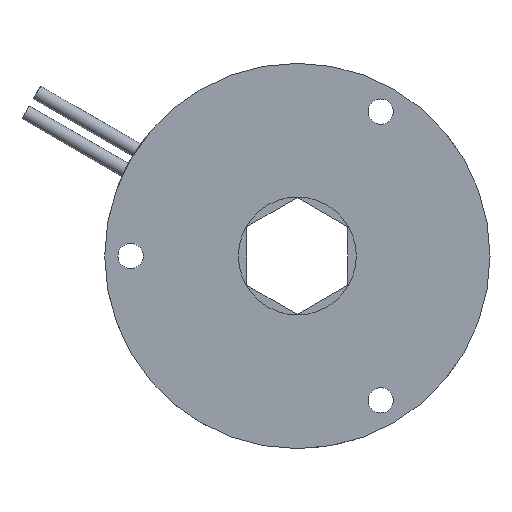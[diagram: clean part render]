
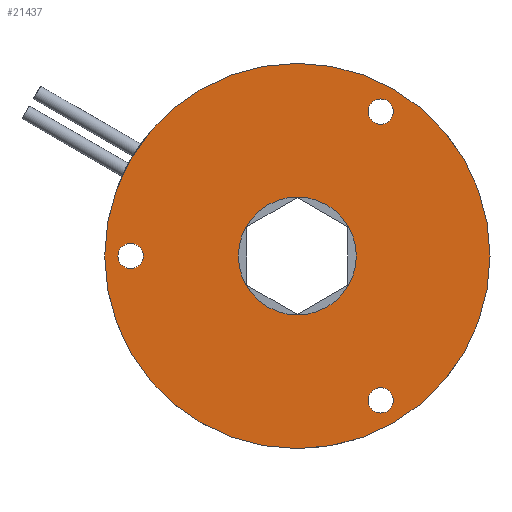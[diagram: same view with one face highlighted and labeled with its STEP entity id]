
A CAD part, left-side view. The second image highlights one B-rep face of the part: STEP entity #21437.
In plain terms, the highlighted planar face has unit normal (-1, 0, 0).
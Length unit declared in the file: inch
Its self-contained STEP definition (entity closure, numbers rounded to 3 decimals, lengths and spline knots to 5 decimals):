
#1 = DIRECTION ( 'NONE',  ( 1., 0., 0. ) ) ;
#168 = CARTESIAN_POINT ( 'NONE',  ( 0., 0., 0. ) ) ;
#317 = VERTEX_POINT ( 'NONE', #3985 ) ;
#565 = AXIS2_PLACEMENT_3D ( 'NONE', #32126, #14405, #29575 ) ;
#593 = ORIENTED_EDGE ( 'NONE', *, *, #22178, .T. ) ;
#740 = DIRECTION ( 'NONE',  ( 1., 0., 0. ) ) ;
#1531 = ORIENTED_EDGE ( 'NONE', *, *, #7339, .F. ) ;
#1568 = DIRECTION ( 'NONE',  ( 1., 0., 0. ) ) ;
#2580 = DIRECTION ( 'NONE',  ( 1., 0., 0. ) ) ;
#3041 = VERTEX_POINT ( 'NONE', #32835 ) ;
#3511 = AXIS2_PLACEMENT_3D ( 'NONE', #19343, #1568, #16799 ) ;
#3630 = AXIS2_PLACEMENT_3D ( 'NONE', #16567, #29073, #13912 ) ;
#3985 = CARTESIAN_POINT ( 'NONE',  ( 0., -0.72825, 1.15087 ) ) ;
#3992 = VERTEX_POINT ( 'NONE', #16418 ) ;
#5121 = CARTESIAN_POINT ( 'NONE',  ( 0., -0.72825, -1.26137 ) ) ;
#5684 = AXIS2_PLACEMENT_3D ( 'NONE', #21210, #24190, #7178 ) ;
#5869 = CIRCLE ( 'NONE', #3630, 0.515 ) ;
#6587 = ORIENTED_EDGE ( 'NONE', *, *, #21399, .T. ) ;
#6799 = DIRECTION ( 'NONE',  ( -1., 0., 0. ) ) ;
#7178 = DIRECTION ( 'NONE',  ( 0., 0., -1. ) ) ;
#7339 = EDGE_CURVE ( 'NONE', #22397, #26767, #5869, .T. ) ;
#7362 = FACE_BOUND ( 'NONE', #22229, .T. ) ;
#7944 = AXIS2_PLACEMENT_3D ( 'NONE', #23431, #1, #23860 ) ;
#8157 = AXIS2_PLACEMENT_3D ( 'NONE', #22010, #6799, #24549 ) ;
#8862 = CIRCLE ( 'NONE', #15489, 1.6825 ) ;
#9477 = DIRECTION ( 'NONE',  ( 1., 0., 0. ) ) ;
#9815 = VERTEX_POINT ( 'NONE', #22074 ) ;
#9979 = EDGE_LOOP ( 'NONE', ( #15565, #30664 ) ) ;
#10197 = VERTEX_POINT ( 'NONE', #14199 ) ;
#10319 = CIRCLE ( 'NONE', #12907, 0.1105 ) ;
#11649 = VERTEX_POINT ( 'NONE', #11884 ) ;
#11884 = CARTESIAN_POINT ( 'NONE',  ( 0., 1.4565, 0.1105 ) ) ;
#12060 = CARTESIAN_POINT ( 'NONE',  ( 0., -0.72825, 1.26137 ) ) ;
#12161 = CIRCLE ( 'NONE', #27738, 0.1105 ) ;
#12480 = AXIS2_PLACEMENT_3D ( 'NONE', #168, #15439, #30604 ) ;
#12749 = CARTESIAN_POINT ( 'NONE',  ( 0., 0., -0.515 ) ) ;
#12907 = AXIS2_PLACEMENT_3D ( 'NONE', #12060, #9477, #24667 ) ;
#13760 = EDGE_CURVE ( 'NONE', #317, #28385, #17979, .T. ) ;
#13823 = EDGE_LOOP ( 'NONE', ( #6587, #30642 ) ) ;
#13912 = DIRECTION ( 'NONE',  ( 0., 0., 1. ) ) ;
#14160 = FACE_BOUND ( 'NONE', #13823, .T. ) ;
#14199 = CARTESIAN_POINT ( 'NONE',  ( 0., -0.72825, -1.37187 ) ) ;
#14288 = EDGE_CURVE ( 'NONE', #11649, #3992, #12161, .T. ) ;
#14405 = DIRECTION ( 'NONE',  ( 1., 0., 0. ) ) ;
#14897 = DIRECTION ( 'NONE',  ( 0., 0., 1. ) ) ;
#14963 = FACE_OUTER_BOUND ( 'NONE', #9979, .T. ) ;
#15015 = ORIENTED_EDGE ( 'NONE', *, *, #17961, .T. ) ;
#15411 = ORIENTED_EDGE ( 'NONE', *, *, #19457, .T. ) ;
#15438 = EDGE_LOOP ( 'NONE', ( #15015, #593 ) ) ;
#15439 = DIRECTION ( 'NONE',  ( -1., 0., 0. ) ) ;
#15478 = CIRCLE ( 'NONE', #27169, 0.1105 ) ;
#15489 = AXIS2_PLACEMENT_3D ( 'NONE', #27494, #27199, #14897 ) ;
#15565 = ORIENTED_EDGE ( 'NONE', *, *, #25742, .T. ) ;
#15994 = CARTESIAN_POINT ( 'NONE',  ( 0., 1.4565, 0. ) ) ;
#16418 = CARTESIAN_POINT ( 'NONE',  ( 0., 1.4565, -0.1105 ) ) ;
#16567 = CARTESIAN_POINT ( 'NONE',  ( 0., 0., 0. ) ) ;
#16799 = DIRECTION ( 'NONE',  ( 0., -0.866, 0.5 ) ) ;
#17205 = EDGE_CURVE ( 'NONE', #26767, #22397, #19268, .T. ) ;
#17804 = DIRECTION ( 'NONE',  ( 0., -0.866, 0.5 ) ) ;
#17961 = EDGE_CURVE ( 'NONE', #10197, #18920, #25824, .T. ) ;
#17979 = CIRCLE ( 'NONE', #7944, 0.1105 ) ;
#18510 = DIRECTION ( 'NONE',  ( 0., 0., -1. ) ) ;
#18607 = CARTESIAN_POINT ( 'NONE',  ( 0., -0.72825, -1.15087 ) ) ;
#18790 = EDGE_CURVE ( 'NONE', #9815, #3041, #26346, .T. ) ;
#18920 = VERTEX_POINT ( 'NONE', #18607 ) ;
#19268 = CIRCLE ( 'NONE', #8157, 0.515 ) ;
#19343 = CARTESIAN_POINT ( 'NONE',  ( 0., -0.72825, -1.26137 ) ) ;
#19457 = EDGE_CURVE ( 'NONE', #28385, #317, #10319, .T. ) ;
#20047 = CARTESIAN_POINT ( 'NONE',  ( 0., -0.72825, 1.37187 ) ) ;
#21210 = CARTESIAN_POINT ( 'NONE',  ( 0., 1.6825, 0. ) ) ;
#21399 = EDGE_CURVE ( 'NONE', #3992, #11649, #30027, .T. ) ;
#21437 = ADVANCED_FACE ( 'NONE', ( #24832, #27619, #14160, #7362, #14963 ), #24933, .F. ) ;
#21684 = ORIENTED_EDGE ( 'NONE', *, *, #17205, .F. ) ;
#22010 = CARTESIAN_POINT ( 'NONE',  ( 0., 0., 0. ) ) ;
#22074 = CARTESIAN_POINT ( 'NONE',  ( 0., 0., -1.6825 ) ) ;
#22178 = EDGE_CURVE ( 'NONE', #18920, #10197, #15478, .T. ) ;
#22229 = EDGE_LOOP ( 'NONE', ( #1531, #21684 ) ) ;
#22397 = VERTEX_POINT ( 'NONE', #28123 ) ;
#23431 = CARTESIAN_POINT ( 'NONE',  ( 0., -0.72825, 1.26137 ) ) ;
#23860 = DIRECTION ( 'NONE',  ( 0., 0.866, 0.5 ) ) ;
#24119 = EDGE_LOOP ( 'NONE', ( #32759, #15411 ) ) ;
#24190 = DIRECTION ( 'NONE',  ( 1., 0., 0. ) ) ;
#24549 = DIRECTION ( 'NONE',  ( 0., 0., 1. ) ) ;
#24667 = DIRECTION ( 'NONE',  ( 0., 0.866, 0.5 ) ) ;
#24832 = FACE_BOUND ( 'NONE', #15438, .T. ) ;
#24933 = PLANE ( 'NONE',  #5684 ) ;
#25742 = EDGE_CURVE ( 'NONE', #3041, #9815, #8862, .T. ) ;
#25824 = CIRCLE ( 'NONE', #3511, 0.1105 ) ;
#26346 = CIRCLE ( 'NONE', #12480, 1.6825 ) ;
#26767 = VERTEX_POINT ( 'NONE', #12749 ) ;
#27169 = AXIS2_PLACEMENT_3D ( 'NONE', #5121, #2580, #17804 ) ;
#27199 = DIRECTION ( 'NONE',  ( -1., 0., 0. ) ) ;
#27494 = CARTESIAN_POINT ( 'NONE',  ( 0., 0., 0. ) ) ;
#27619 = FACE_BOUND ( 'NONE', #24119, .T. ) ;
#27738 = AXIS2_PLACEMENT_3D ( 'NONE', #15994, #740, #18510 ) ;
#28123 = CARTESIAN_POINT ( 'NONE',  ( 0., 0., 0.515 ) ) ;
#28385 = VERTEX_POINT ( 'NONE', #20047 ) ;
#29073 = DIRECTION ( 'NONE',  ( -1., 0., 0. ) ) ;
#29575 = DIRECTION ( 'NONE',  ( 0., 0., -1. ) ) ;
#30027 = CIRCLE ( 'NONE', #565, 0.1105 ) ;
#30604 = DIRECTION ( 'NONE',  ( 0., 0., 1. ) ) ;
#30642 = ORIENTED_EDGE ( 'NONE', *, *, #14288, .T. ) ;
#30664 = ORIENTED_EDGE ( 'NONE', *, *, #18790, .T. ) ;
#32126 = CARTESIAN_POINT ( 'NONE',  ( 0., 1.4565, 0. ) ) ;
#32759 = ORIENTED_EDGE ( 'NONE', *, *, #13760, .T. ) ;
#32835 = CARTESIAN_POINT ( 'NONE',  ( 0., 0., 1.6825 ) ) ;
